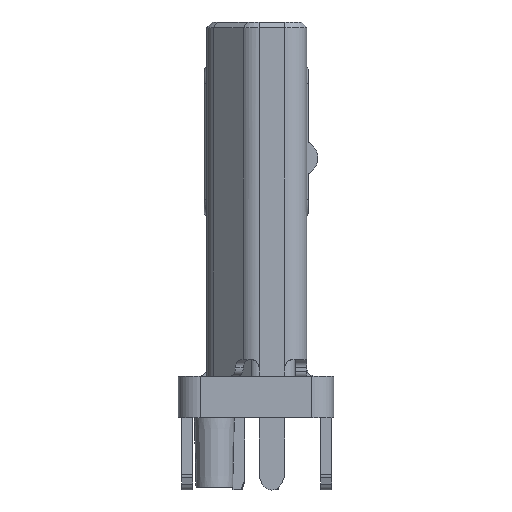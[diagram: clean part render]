
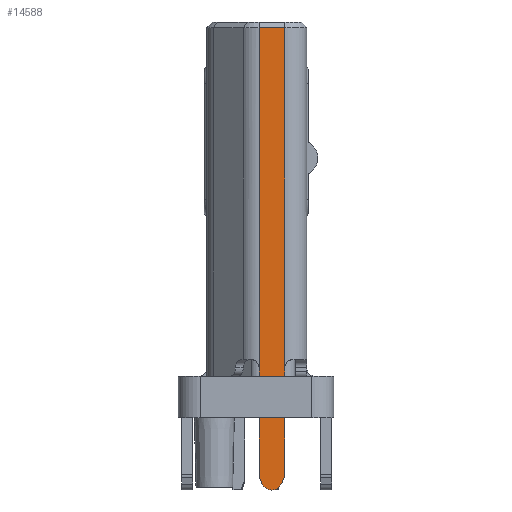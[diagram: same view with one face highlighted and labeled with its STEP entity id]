
A CAD part, left-side view. The second image highlights one B-rep face of the part: STEP entity #14588.
In plain terms, the highlighted face is planar.
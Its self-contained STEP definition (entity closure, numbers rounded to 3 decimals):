
#878=FACE_OUTER_BOUND('',#1657,.T.);
#1657=EDGE_LOOP('',(#12074,#12075,#12076,#12077,#12078,#12079,#12080,#12081,
#12082,#12083,#12084,#12085,#12086,#12087,#12088,#12089,#12090,#12091,#12092,
#12093,#12094));
#2192=CIRCLE('',#15658,0.15);
#2232=CIRCLE('',#15720,0.15);
#2233=CIRCLE('',#15721,0.15);
#2234=CIRCLE('',#15722,0.15);
#2235=CIRCLE('',#15723,0.15);
#2236=CIRCLE('',#15724,0.15);
#2237=CIRCLE('',#15725,0.192);
#2238=CIRCLE('',#15726,0.15);
#2239=CIRCLE('',#15727,0.15);
#3591=LINE('',#23227,#5195);
#3597=LINE('',#23410,#5201);
#3659=LINE('',#23776,#5263);
#3660=LINE('',#23778,#5264);
#3661=LINE('',#23780,#5265);
#3662=LINE('',#23782,#5266);
#3663=LINE('',#23784,#5267);
#3664=LINE('',#23785,#5268);
#3665=LINE('',#23792,#5269);
#3666=LINE('',#23794,#5270);
#3667=LINE('',#23797,#5271);
#3668=LINE('',#23802,#5272);
#5195=VECTOR('',#18776,1000.);
#5201=VECTOR('',#18804,1000.);
#5263=VECTOR('',#18968,1000.);
#5264=VECTOR('',#18969,1000.);
#5265=VECTOR('',#18970,10.);
#5266=VECTOR('',#18971,10.);
#5267=VECTOR('',#18972,1000.);
#5268=VECTOR('',#18973,1000.);
#5269=VECTOR('',#18980,1000.);
#5270=VECTOR('',#18981,1000.);
#5271=VECTOR('',#18984,1000.);
#5272=VECTOR('',#18989,1000.);
#6594=VERTEX_POINT('',#23214);
#6595=VERTEX_POINT('',#23216);
#6596=VERTEX_POINT('',#23220);
#6599=VERTEX_POINT('',#23225);
#6611=VERTEX_POINT('',#23404);
#6613=VERTEX_POINT('',#23408);
#6701=VERTEX_POINT('',#23770);
#6702=VERTEX_POINT('',#23771);
#6703=VERTEX_POINT('',#23773);
#6704=VERTEX_POINT('',#23775);
#6705=VERTEX_POINT('',#23777);
#6706=VERTEX_POINT('',#23779);
#6707=VERTEX_POINT('',#23781);
#6708=VERTEX_POINT('',#23783);
#6709=VERTEX_POINT('',#23787);
#6710=VERTEX_POINT('',#23789);
#6711=VERTEX_POINT('',#23791);
#6712=VERTEX_POINT('',#23793);
#6713=VERTEX_POINT('',#23795);
#6714=VERTEX_POINT('',#23798);
#6715=VERTEX_POINT('',#23800);
#8462=EDGE_CURVE('',#6595,#6594,#2192,.T.);
#8467=EDGE_CURVE('',#6596,#6599,#3591,.T.);
#8482=EDGE_CURVE('',#6611,#6613,#3597,.T.);
#8579=EDGE_CURVE('',#6701,#6702,#2232,.T.);
#8580=EDGE_CURVE('',#6702,#6703,#2233,.T.);
#8581=EDGE_CURVE('',#6703,#6704,#3659,.T.);
#8582=EDGE_CURVE('',#6704,#6705,#3660,.T.);
#8583=EDGE_CURVE('',#6706,#6705,#3661,.T.);
#8584=EDGE_CURVE('',#6707,#6706,#3662,.T.);
#8585=EDGE_CURVE('',#6707,#6708,#3663,.T.);
#8586=EDGE_CURVE('',#6708,#6595,#3664,.T.);
#8587=EDGE_CURVE('',#6594,#6611,#2234,.T.);
#8588=EDGE_CURVE('',#6613,#6709,#2235,.T.);
#8589=EDGE_CURVE('',#6709,#6710,#2236,.T.);
#8590=EDGE_CURVE('',#6710,#6711,#3665,.T.);
#8591=EDGE_CURVE('',#6711,#6712,#3666,.T.);
#8592=EDGE_CURVE('',#6712,#6713,#2237,.T.);
#8593=EDGE_CURVE('',#6713,#6596,#3667,.T.);
#8594=EDGE_CURVE('',#6599,#6714,#2238,.T.);
#8595=EDGE_CURVE('',#6714,#6715,#2239,.T.);
#8596=EDGE_CURVE('',#6715,#6701,#3668,.T.);
#12074=ORIENTED_EDGE('',*,*,#8579,.T.);
#12075=ORIENTED_EDGE('',*,*,#8580,.T.);
#12076=ORIENTED_EDGE('',*,*,#8581,.T.);
#12077=ORIENTED_EDGE('',*,*,#8582,.T.);
#12078=ORIENTED_EDGE('',*,*,#8583,.F.);
#12079=ORIENTED_EDGE('',*,*,#8584,.F.);
#12080=ORIENTED_EDGE('',*,*,#8585,.T.);
#12081=ORIENTED_EDGE('',*,*,#8586,.T.);
#12082=ORIENTED_EDGE('',*,*,#8462,.T.);
#12083=ORIENTED_EDGE('',*,*,#8587,.T.);
#12084=ORIENTED_EDGE('',*,*,#8482,.T.);
#12085=ORIENTED_EDGE('',*,*,#8588,.T.);
#12086=ORIENTED_EDGE('',*,*,#8589,.T.);
#12087=ORIENTED_EDGE('',*,*,#8590,.T.);
#12088=ORIENTED_EDGE('',*,*,#8591,.T.);
#12089=ORIENTED_EDGE('',*,*,#8592,.T.);
#12090=ORIENTED_EDGE('',*,*,#8593,.T.);
#12091=ORIENTED_EDGE('',*,*,#8467,.T.);
#12092=ORIENTED_EDGE('',*,*,#8594,.T.);
#12093=ORIENTED_EDGE('',*,*,#8595,.T.);
#12094=ORIENTED_EDGE('',*,*,#8596,.T.);
#13987=PLANE('',#15719);
#14588=ADVANCED_FACE('',(#878),#13987,.T.);
#15658=AXIS2_PLACEMENT_3D('',#23217,#18768,#18769);
#15719=AXIS2_PLACEMENT_3D('',#23769,#18962,#18963);
#15720=AXIS2_PLACEMENT_3D('',#23772,#18964,#18965);
#15721=AXIS2_PLACEMENT_3D('',#23774,#18966,#18967);
#15722=AXIS2_PLACEMENT_3D('',#23786,#18974,#18975);
#15723=AXIS2_PLACEMENT_3D('',#23788,#18976,#18977);
#15724=AXIS2_PLACEMENT_3D('',#23790,#18978,#18979);
#15725=AXIS2_PLACEMENT_3D('',#23796,#18982,#18983);
#15726=AXIS2_PLACEMENT_3D('',#23799,#18985,#18986);
#15727=AXIS2_PLACEMENT_3D('',#23801,#18987,#18988);
#18768=DIRECTION('center_axis',(-1.,0.,0.));
#18769=DIRECTION('ref_axis',(0.,0.,-1.));
#18776=DIRECTION('',(0.,0.,1.));
#18804=DIRECTION('',(0.,0.38,-0.925));
#18962=DIRECTION('center_axis',(1.,0.,0.));
#18963=DIRECTION('ref_axis',(0.,1.,0.));
#18964=DIRECTION('center_axis',(1.,0.,0.));
#18965=DIRECTION('ref_axis',(0.,0.,-1.));
#18966=DIRECTION('center_axis',(-1.,0.,0.));
#18967=DIRECTION('ref_axis',(0.,0.,-1.));
#18968=DIRECTION('',(0.,0.,1.));
#18969=DIRECTION('',(0.,0.,1.));
#18970=DIRECTION('',(0.,0.,-1.));
#18971=DIRECTION('',(0.,1.,0.));
#18972=DIRECTION('',(0.,0.,-1.));
#18973=DIRECTION('',(0.,0.,-1.));
#18974=DIRECTION('center_axis',(1.,0.,0.));
#18975=DIRECTION('ref_axis',(0.,0.,-1.));
#18976=DIRECTION('center_axis',(1.,0.,0.));
#18977=DIRECTION('ref_axis',(0.,-0.43,0.903));
#18978=DIRECTION('center_axis',(-1.,0.,0.));
#18979=DIRECTION('ref_axis',(0.,0.,1.));
#18980=DIRECTION('',(0.,0.,-1.));
#18981=DIRECTION('',(0.,0.371,-0.928));
#18982=DIRECTION('center_axis',(1.,0.,0.));
#18983=DIRECTION('ref_axis',(0.,0.,1.));
#18984=DIRECTION('',(0.,0.371,0.928));
#18985=DIRECTION('center_axis',(-1.,0.,0.));
#18986=DIRECTION('ref_axis',(0.,0.,-1.));
#18987=DIRECTION('center_axis',(1.,0.,0.));
#18988=DIRECTION('ref_axis',(0.,0.915,-0.402));
#18989=DIRECTION('',(0.,0.38,0.925));
#23214=CARTESIAN_POINT('',(3.435,0.03,-3.607));
#23216=CARTESIAN_POINT('',(3.435,0.055,-3.524));
#23217=CARTESIAN_POINT('Origin',(3.435,-0.095,-3.524));
#23220=CARTESIAN_POINT('',(3.435,0.515,-4.99));
#23225=CARTESIAN_POINT('',(3.435,0.515,-3.87));
#23227=CARTESIAN_POINT('',(3.435,0.515,-4.43));
#23404=CARTESIAN_POINT('',(3.435,0.016,-3.747));
#23408=CARTESIAN_POINT('',(3.435,0.037,-3.797));
#23410=CARTESIAN_POINT('',(3.435,0.027,-3.772));
#23769=CARTESIAN_POINT('Origin',(3.435,-0.009,-5.407));
#23770=CARTESIAN_POINT('',(3.435,0.554,-3.747));
#23771=CARTESIAN_POINT('',(3.435,0.54,-3.607));
#23772=CARTESIAN_POINT('Origin',(3.435,0.415,-3.69));
#23773=CARTESIAN_POINT('',(3.435,0.515,-3.524));
#23774=CARTESIAN_POINT('Origin',(3.435,0.665,-3.524));
#23775=CARTESIAN_POINT('',(3.435,0.515,-3.04));
#23776=CARTESIAN_POINT('',(3.435,0.515,-3.115));
#23777=CARTESIAN_POINT('',(3.435,0.515,-2.89));
#23778=CARTESIAN_POINT('',(3.435,0.515,0.025));
#23779=CARTESIAN_POINT('',(3.435,0.515,3.09));
#23780=CARTESIAN_POINT('',(3.435,0.515,3.09));
#23781=CARTESIAN_POINT('',(3.435,0.055,3.09));
#23782=CARTESIAN_POINT('',(3.435,0.26,3.09));
#23783=CARTESIAN_POINT('',(3.435,0.055,-3.04));
#23784=CARTESIAN_POINT('',(3.435,0.055,0.025));
#23785=CARTESIAN_POINT('',(3.435,0.055,-3.357));
#23786=CARTESIAN_POINT('Origin',(3.435,0.155,-3.69));
#23787=CARTESIAN_POINT('',(3.435,0.04,-3.805));
#23788=CARTESIAN_POINT('Origin',(3.435,0.176,-3.74));
#23789=CARTESIAN_POINT('',(3.435,0.055,-3.87));
#23790=CARTESIAN_POINT('Origin',(3.435,-0.095,-3.87));
#23791=CARTESIAN_POINT('',(3.435,0.055,-4.99));
#23792=CARTESIAN_POINT('',(3.435,0.055,-4.43));
#23793=CARTESIAN_POINT('',(3.435,0.107,-5.119));
#23794=CARTESIAN_POINT('',(3.435,0.081,-5.055));
#23795=CARTESIAN_POINT('',(3.435,0.463,-5.119));
#23796=CARTESIAN_POINT('Origin',(3.435,0.285,-5.048));
#23797=CARTESIAN_POINT('',(3.435,0.489,-5.055));
#23798=CARTESIAN_POINT('',(3.435,0.53,-3.805));
#23799=CARTESIAN_POINT('Origin',(3.435,0.665,-3.87));
#23800=CARTESIAN_POINT('',(3.435,0.533,-3.797));
#23801=CARTESIAN_POINT('Origin',(3.435,0.394,-3.74));
#23802=CARTESIAN_POINT('',(3.435,0.543,-3.772));
